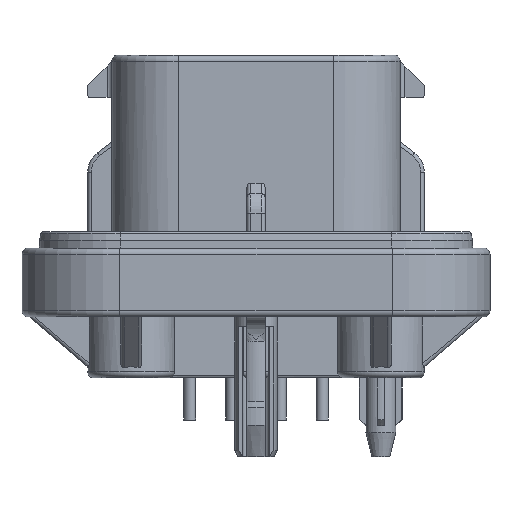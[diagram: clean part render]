
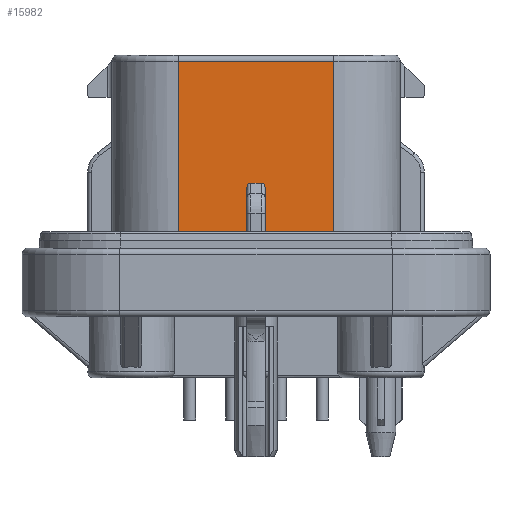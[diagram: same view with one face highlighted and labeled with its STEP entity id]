
A CAD part, left-side view. The second image highlights one B-rep face of the part: STEP entity #15982.
In plain terms, the highlighted planar face has unit normal (-1, 0, 0).
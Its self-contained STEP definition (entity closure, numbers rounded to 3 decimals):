
#102=ELLIPSE('',#17261,0.375,0.3);
#103=ELLIPSE('',#17262,0.375,0.3);
#755=PLANE('',#17260);
#1382=FACE_OUTER_BOUND('',#2405,.T.);
#2405=EDGE_LOOP('',(#11628,#11629,#11630,#11631,#11632,#11633,#11634,#11635,
#11636,#11637,#11638,#11639,#11640,#11641));
#4462=LINE('',#25494,#5746);
#4466=LINE('',#25505,#5750);
#4523=LINE('',#25782,#5807);
#4533=LINE('',#25806,#5817);
#4535=LINE('',#25811,#5819);
#4536=LINE('',#25816,#5820);
#4537=LINE('',#25818,#5821);
#4538=LINE('',#25820,#5822);
#4539=LINE('',#25822,#5823);
#4540=LINE('',#25823,#5824);
#4541=LINE('',#25825,#5825);
#4542=LINE('',#25829,#5826);
#5746=VECTOR('',#19829,5.551);
#5750=VECTOR('',#19837,5.551);
#5807=VECTOR('',#20080,0.15);
#5817=VECTOR('',#20104,15.35);
#5819=VECTOR('',#20110,0.149);
#5820=VECTOR('',#20115,5.025);
#5821=VECTOR('',#20116,0.15);
#5822=VECTOR('',#20117,0.149);
#5823=VECTOR('',#20118,15.35);
#5824=VECTOR('',#20119,12.9);
#5825=VECTOR('',#20120,5.025);
#5826=VECTOR('',#20123,0.9);
#7085=VERTEX_POINT('',#25379);
#7141=VERTEX_POINT('',#25491);
#7142=VERTEX_POINT('',#25493);
#7147=VERTEX_POINT('',#25503);
#7194=VERTEX_POINT('',#25781);
#7200=VERTEX_POINT('',#25803);
#7201=VERTEX_POINT('',#25805);
#7204=VERTEX_POINT('',#25815);
#7205=VERTEX_POINT('',#25817);
#7206=VERTEX_POINT('',#25819);
#7207=VERTEX_POINT('',#25821);
#7208=VERTEX_POINT('',#25824);
#7209=VERTEX_POINT('',#25826);
#7210=VERTEX_POINT('',#25828);
#8742=EDGE_CURVE('',#7141,#7142,#4462,.T.);
#8748=EDGE_CURVE('',#7147,#7085,#4466,.T.);
#8848=EDGE_CURVE('',#7085,#7194,#4523,.T.);
#8860=EDGE_CURVE('',#7201,#7200,#4533,.T.);
#8863=EDGE_CURVE('',#7200,#7194,#4535,.T.);
#8865=EDGE_CURVE('',#7204,#7142,#4536,.T.);
#8866=EDGE_CURVE('',#7141,#7205,#4537,.T.);
#8867=EDGE_CURVE('',#7205,#7206,#4538,.T.);
#8868=EDGE_CURVE('',#7206,#7207,#4539,.T.);
#8869=EDGE_CURVE('',#7207,#7201,#4540,.T.);
#8870=EDGE_CURVE('',#7147,#7208,#4541,.T.);
#8871=EDGE_CURVE('',#7208,#7209,#102,.T.);
#8872=EDGE_CURVE('',#7209,#7210,#4542,.T.);
#8873=EDGE_CURVE('',#7210,#7204,#103,.T.);
#11628=ORIENTED_EDGE('',*,*,#8865,.T.);
#11629=ORIENTED_EDGE('',*,*,#8742,.F.);
#11630=ORIENTED_EDGE('',*,*,#8866,.T.);
#11631=ORIENTED_EDGE('',*,*,#8867,.T.);
#11632=ORIENTED_EDGE('',*,*,#8868,.T.);
#11633=ORIENTED_EDGE('',*,*,#8869,.T.);
#11634=ORIENTED_EDGE('',*,*,#8860,.T.);
#11635=ORIENTED_EDGE('',*,*,#8863,.T.);
#11636=ORIENTED_EDGE('',*,*,#8848,.F.);
#11637=ORIENTED_EDGE('',*,*,#8748,.F.);
#11638=ORIENTED_EDGE('',*,*,#8870,.T.);
#11639=ORIENTED_EDGE('',*,*,#8871,.T.);
#11640=ORIENTED_EDGE('',*,*,#8872,.T.);
#11641=ORIENTED_EDGE('',*,*,#8873,.T.);
#15982=ADVANCED_FACE('',(#1382),#755,.T.);
#17260=AXIS2_PLACEMENT_3D('',#25814,#20113,#20114);
#17261=AXIS2_PLACEMENT_3D('',#25827,#20121,#20122);
#17262=AXIS2_PLACEMENT_3D('',#25830,#20124,#20125);
#19829=DIRECTION('',(0.,1.,0.));
#19837=DIRECTION('',(0.,1.,0.));
#20080=DIRECTION('',(0.,0.,1.));
#20104=DIRECTION('',(0.,0.,-1.));
#20110=DIRECTION('',(0.,-1.,0.));
#20113=DIRECTION('center_axis',(-1.,0.,0.));
#20114=DIRECTION('ref_axis',(0.,-1.,0.));
#20115=DIRECTION('',(0.,0.,-1.));
#20116=DIRECTION('',(0.,0.,1.));
#20117=DIRECTION('',(0.,-1.,0.));
#20118=DIRECTION('',(0.,0.,1.));
#20119=DIRECTION('',(0.,1.,0.));
#20120=DIRECTION('',(0.,0.,1.));
#20121=DIRECTION('center_axis',(1.,0.,0.));
#20122=DIRECTION('ref_axis',(0.,0.,1.));
#20123=DIRECTION('',(0.,-1.,0.));
#20124=DIRECTION('center_axis',(1.,0.,0.));
#20125=DIRECTION('ref_axis',(0.,0.,1.));
#25379=CARTESIAN_POINT('',(-17.5,6.301,10.75));
#25491=CARTESIAN_POINT('',(-17.5,-6.301,10.75));
#25493=CARTESIAN_POINT('',(-17.5,-0.75,10.75));
#25494=CARTESIAN_POINT('',(-17.5,-6.301,10.75));
#25503=CARTESIAN_POINT('',(-17.5,0.75,10.75));
#25505=CARTESIAN_POINT('',(-17.5,0.75,10.75));
#25781=CARTESIAN_POINT('',(-17.5,6.301,10.9));
#25782=CARTESIAN_POINT('',(-17.5,6.301,10.75));
#25803=CARTESIAN_POINT('',(-17.5,6.45,10.9));
#25805=CARTESIAN_POINT('',(-17.5,6.45,26.25));
#25806=CARTESIAN_POINT('',(-17.5,6.45,26.25));
#25811=CARTESIAN_POINT('',(-17.5,6.45,10.9));
#25814=CARTESIAN_POINT('Origin',(-17.5,6.45,26.75));
#25815=CARTESIAN_POINT('',(-17.5,-0.75,15.775));
#25816=CARTESIAN_POINT('',(-17.5,-0.75,15.775));
#25817=CARTESIAN_POINT('',(-17.5,-6.301,10.9));
#25818=CARTESIAN_POINT('',(-17.5,-6.301,10.75));
#25819=CARTESIAN_POINT('',(-17.5,-6.45,10.9));
#25820=CARTESIAN_POINT('',(-17.5,-6.301,10.9));
#25821=CARTESIAN_POINT('',(-17.5,-6.45,26.25));
#25822=CARTESIAN_POINT('',(-17.5,-6.45,10.9));
#25823=CARTESIAN_POINT('',(-17.5,-6.45,26.25));
#25824=CARTESIAN_POINT('',(-17.5,0.75,15.775));
#25825=CARTESIAN_POINT('',(-17.5,0.75,10.75));
#25826=CARTESIAN_POINT('',(-17.5,0.45,16.15));
#25827=CARTESIAN_POINT('Origin',(-17.5,0.45,15.775));
#25828=CARTESIAN_POINT('',(-17.5,-0.45,16.15));
#25829=CARTESIAN_POINT('',(-17.5,0.45,16.15));
#25830=CARTESIAN_POINT('Origin',(-17.5,-0.45,15.775));
